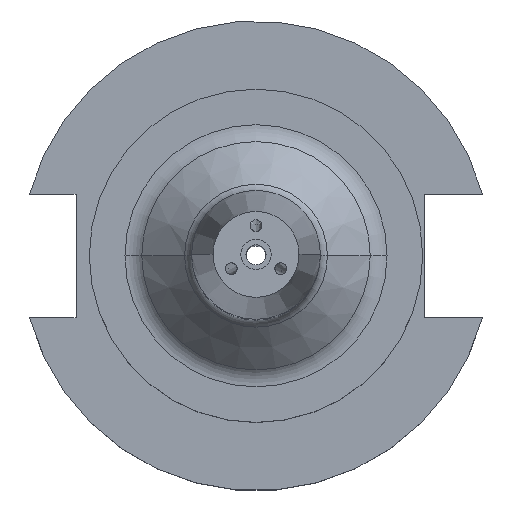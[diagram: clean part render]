
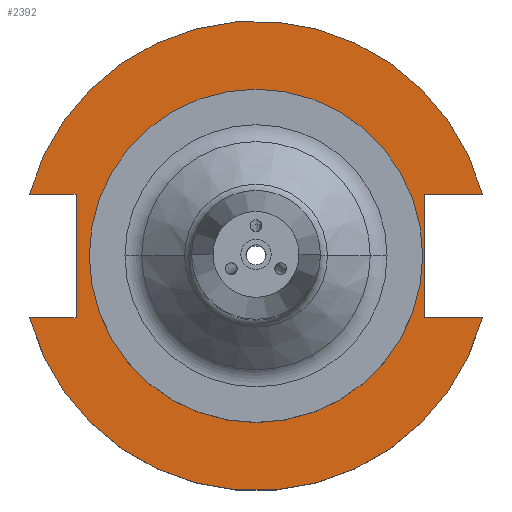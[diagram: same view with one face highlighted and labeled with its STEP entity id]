
A CAD part, top view. The second image highlights one B-rep face of the part: STEP entity #2392.
In plain terms, the highlighted planar face has unit normal (0, 0, 1).
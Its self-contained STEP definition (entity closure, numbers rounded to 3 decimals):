
#2 = DIRECTION ( 'NONE',  ( 1., 0., 0. ) ) ;
#21 = CIRCLE ( 'NONE', #924, 34.925 ) ;
#24 = CARTESIAN_POINT ( 'NONE',  ( -47.477, -12.954, 19.05 ) ) ;
#57 = FACE_OUTER_BOUND ( 'NONE', #1771, .T. ) ;
#70 = CARTESIAN_POINT ( 'NONE',  ( 0., 49.212, 19.05 ) ) ;
#155 = DIRECTION ( 'NONE',  ( 0., 0., 1. ) ) ;
#170 = CARTESIAN_POINT ( 'NONE',  ( 35.306, 12.954, 19.05 ) ) ;
#185 = DIRECTION ( 'NONE',  ( 1., 0., 0. ) ) ;
#195 = CARTESIAN_POINT ( 'NONE',  ( -37.719, 12.954, 19.05 ) ) ;
#204 = CARTESIAN_POINT ( 'NONE',  ( -37.719, -12.954, 19.05 ) ) ;
#216 = DIRECTION ( 'NONE',  ( -1., 0., 0. ) ) ;
#247 = ORIENTED_EDGE ( 'NONE', *, *, #1797, .F. ) ;
#249 = CARTESIAN_POINT ( 'NONE',  ( -47.477, 12.954, 19.05 ) ) ;
#327 = ORIENTED_EDGE ( 'NONE', *, *, #2258, .F. ) ;
#362 = EDGE_CURVE ( 'NONE', #2709, #1744, #1720, .T. ) ;
#372 = VERTEX_POINT ( 'NONE', #456 ) ;
#415 = EDGE_CURVE ( 'NONE', #1744, #2264, #1026, .T. ) ;
#418 = AXIS2_PLACEMENT_3D ( 'NONE', #70, #2646, #1373 ) ;
#423 = ORIENTED_EDGE ( 'NONE', *, *, #2038, .F. ) ;
#441 = VECTOR ( 'NONE', #185, 1000. ) ;
#456 = CARTESIAN_POINT ( 'NONE',  ( 47.477, 12.954, 19.05 ) ) ;
#479 = CARTESIAN_POINT ( 'NONE',  ( 35.306, -12.954, 19.05 ) ) ;
#506 = FACE_BOUND ( 'NONE', #2464, .T. ) ;
#554 = DIRECTION ( 'NONE',  ( 0., 0., 1. ) ) ;
#601 = EDGE_CURVE ( 'NONE', #372, #1254, #1253, .T. ) ;
#610 = ORIENTED_EDGE ( 'NONE', *, *, #828, .F. ) ;
#707 = AXIS2_PLACEMENT_3D ( 'NONE', #1278, #2182, #1500 ) ;
#731 = PLANE ( 'NONE',  #418 ) ;
#735 = ORIENTED_EDGE ( 'NONE', *, *, #415, .F. ) ;
#804 = CARTESIAN_POINT ( 'NONE',  ( 0., 0., 19.05 ) ) ;
#812 = ORIENTED_EDGE ( 'NONE', *, *, #1931, .F. ) ;
#828 = EDGE_CURVE ( 'NONE', #2004, #2767, #1488, .T. ) ;
#840 = LINE ( 'NONE', #2785, #2265 ) ;
#924 = AXIS2_PLACEMENT_3D ( 'NONE', #1844, #554, #2047 ) ;
#1020 = DIRECTION ( 'NONE',  ( 1., 0., 0. ) ) ;
#1026 = LINE ( 'NONE', #479, #441 ) ;
#1078 = VECTOR ( 'NONE', #1748, 1000. ) ;
#1202 = ORIENTED_EDGE ( 'NONE', *, *, #601, .T. ) ;
#1253 = CIRCLE ( 'NONE', #707, 49.212 ) ;
#1254 = VERTEX_POINT ( 'NONE', #249 ) ;
#1278 = CARTESIAN_POINT ( 'NONE',  ( 0., 0., 19.05 ) ) ;
#1294 = DIRECTION ( 'NONE',  ( 0., 1., 0. ) ) ;
#1348 = CARTESIAN_POINT ( 'NONE',  ( -34.925, 0., 19.05 ) ) ;
#1373 = DIRECTION ( 'NONE',  ( 1., 0., 0. ) ) ;
#1405 = DIRECTION ( 'NONE',  ( -1., 0., 0. ) ) ;
#1448 = CARTESIAN_POINT ( 'NONE',  ( 0., 0., 19.05 ) ) ;
#1450 = ORIENTED_EDGE ( 'NONE', *, *, #362, .F. ) ;
#1472 = ORIENTED_EDGE ( 'NONE', *, *, #1633, .T. ) ;
#1479 = CARTESIAN_POINT ( 'NONE',  ( 35.306, 12.954, 19.05 ) ) ;
#1488 = LINE ( 'NONE', #195, #2487 ) ;
#1500 = DIRECTION ( 'NONE',  ( 1., 0., 0. ) ) ;
#1517 = CARTESIAN_POINT ( 'NONE',  ( 47.477, -12.954, 19.05 ) ) ;
#1633 = EDGE_CURVE ( 'NONE', #2322, #2264, #2031, .T. ) ;
#1663 = DIRECTION ( 'NONE',  ( 1., 0., 0. ) ) ;
#1692 = CARTESIAN_POINT ( 'NONE',  ( -37.719, 12.954, 19.05 ) ) ;
#1720 = LINE ( 'NONE', #1479, #1078 ) ;
#1737 = CARTESIAN_POINT ( 'NONE',  ( 34.925, 0., 19.05 ) ) ;
#1744 = VERTEX_POINT ( 'NONE', #2024 ) ;
#1748 = DIRECTION ( 'NONE',  ( 0., -1., 0. ) ) ;
#1771 = EDGE_LOOP ( 'NONE', ( #1472, #735, #1450, #1845, #1202, #423, #610, #327 ) ) ;
#1797 = EDGE_CURVE ( 'NONE', #2361, #2273, #21, .T. ) ;
#1806 = EDGE_CURVE ( 'NONE', #372, #2709, #2687, .T. ) ;
#1844 = CARTESIAN_POINT ( 'NONE',  ( 0., 0., 19.05 ) ) ;
#1845 = ORIENTED_EDGE ( 'NONE', *, *, #1806, .F. ) ;
#1931 = EDGE_CURVE ( 'NONE', #2273, #2361, #2060, .T. ) ;
#2004 = VERTEX_POINT ( 'NONE', #204 ) ;
#2024 = CARTESIAN_POINT ( 'NONE',  ( 35.306, -12.954, 19.05 ) ) ;
#2031 = CIRCLE ( 'NONE', #2542, 49.212 ) ;
#2038 = EDGE_CURVE ( 'NONE', #2767, #1254, #840, .T. ) ;
#2047 = DIRECTION ( 'NONE',  ( 1., 0., 0. ) ) ;
#2060 = CIRCLE ( 'NONE', #2208, 34.925 ) ;
#2173 = VECTOR ( 'NONE', #1405, 1000. ) ;
#2182 = DIRECTION ( 'NONE',  ( 0., 0., 1. ) ) ;
#2208 = AXIS2_PLACEMENT_3D ( 'NONE', #1448, #155, #1663 ) ;
#2258 = EDGE_CURVE ( 'NONE', #2322, #2004, #2537, .T. ) ;
#2264 = VERTEX_POINT ( 'NONE', #1517 ) ;
#2265 = VECTOR ( 'NONE', #216, 1000. ) ;
#2273 = VERTEX_POINT ( 'NONE', #1737 ) ;
#2286 = DIRECTION ( 'NONE',  ( 0., 0., 1. ) ) ;
#2322 = VERTEX_POINT ( 'NONE', #24 ) ;
#2355 = CARTESIAN_POINT ( 'NONE',  ( -63.719, -12.954, 19.05 ) ) ;
#2361 = VERTEX_POINT ( 'NONE', #1348 ) ;
#2392 = ADVANCED_FACE ( 'NONE', ( #506, #57 ), #731, .T. ) ;
#2464 = EDGE_LOOP ( 'NONE', ( #812, #247 ) ) ;
#2477 = VECTOR ( 'NONE', #2, 1000. ) ;
#2487 = VECTOR ( 'NONE', #1294, 1000. ) ;
#2537 = LINE ( 'NONE', #2355, #2477 ) ;
#2542 = AXIS2_PLACEMENT_3D ( 'NONE', #804, #2286, #1020 ) ;
#2646 = DIRECTION ( 'NONE',  ( 0., 0., 1. ) ) ;
#2683 = CARTESIAN_POINT ( 'NONE',  ( 35.306, 12.954, 19.05 ) ) ;
#2687 = LINE ( 'NONE', #2683, #2173 ) ;
#2709 = VERTEX_POINT ( 'NONE', #170 ) ;
#2767 = VERTEX_POINT ( 'NONE', #1692 ) ;
#2785 = CARTESIAN_POINT ( 'NONE',  ( -63.719, 12.954, 19.05 ) ) ;
